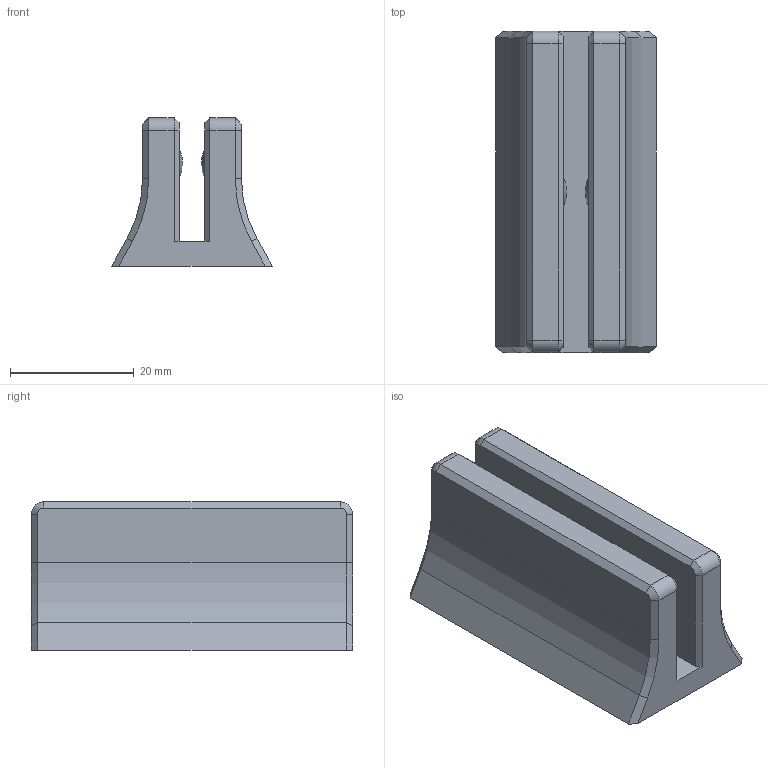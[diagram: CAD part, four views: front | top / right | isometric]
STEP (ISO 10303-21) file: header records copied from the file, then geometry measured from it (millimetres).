
FILE_DESCRIPTION(('FreeCAD Model'),'2;1');
FILE_NAME('Open CASCADE Shape Model','2025-02-24T12:12:09',(''),(''), 'Open CASCADE STEP processor 7.8','FreeCAD','Unknown');
FILE_SCHEMA(('AUTOMOTIVE_DESIGN { 1 0 10303 214 1 1 1 1 }'));
Length unit declared in the file: millimetre
Products named in the file (1): Body
Bounding box: 26 x 52 x 24 mm (x, y, z)
Volume: 18007.1 mm3; surface area: 7340.1 mm2
Topology: 1 solids, 1 shells, 48 faces, 118 edges, 72 vertices
Faces by surface type: plane 28, cone 12, cylinder 6, sphere 2
Entity records: 1402 total; most frequent: DIRECTION 242, CARTESIAN_POINT 237, ORIENTED_EDGE 232, EDGE_CURVE 116, LINE 88, VECTOR 88, AXIS2_PLACEMENT_3D 77, VERTEX_POINT 72
